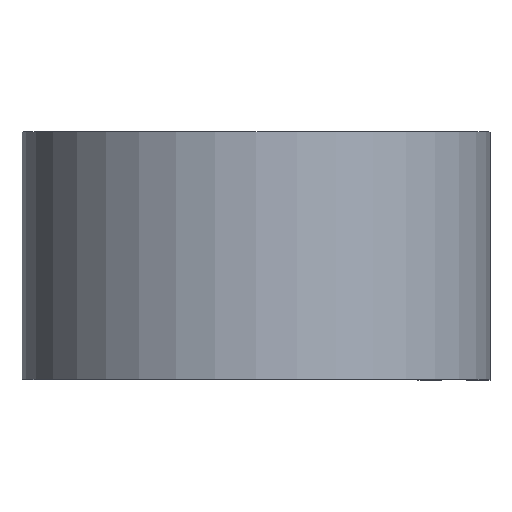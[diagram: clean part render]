
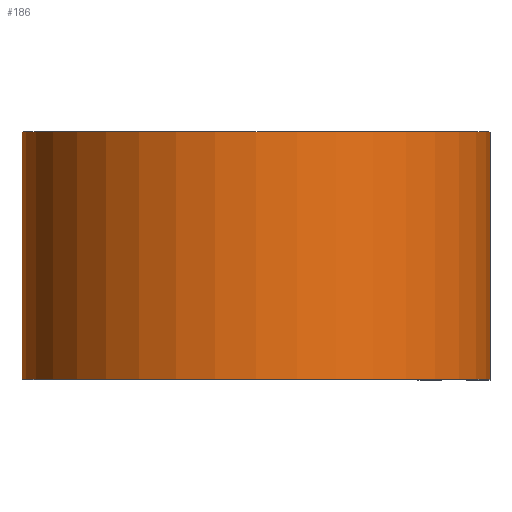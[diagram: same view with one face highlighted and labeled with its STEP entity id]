
A CAD part, top view. The second image highlights one B-rep face of the part: STEP entity #186.
In plain terms, the highlighted cylindrical face has radius 15.011 mm (diameter 30.023 mm), a partial arc.
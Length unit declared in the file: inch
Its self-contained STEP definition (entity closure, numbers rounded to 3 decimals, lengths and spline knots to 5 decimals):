
#2 = LINE ( 'NONE', #427, #35 ) ;
#13 = CARTESIAN_POINT ( 'NONE',  ( 0., 0.3125, 0. ) ) ;
#35 = VECTOR ( 'NONE', #116, 39.37008 ) ;
#40 = EDGE_CURVE ( 'NONE', #176, #157, #2, .T. ) ;
#64 = CARTESIAN_POINT ( 'NONE',  ( 0., -0.3125, -0.591 ) ) ;
#72 = CARTESIAN_POINT ( 'NONE',  ( 0.591, -0.3125, 0. ) ) ;
#77 = ORIENTED_EDGE ( 'NONE', *, *, #424, .F. ) ;
#91 = VERTEX_POINT ( 'NONE', #614 ) ;
#112 = EDGE_LOOP ( 'NONE', ( #286, #77, #280, #486 ) ) ;
#116 = DIRECTION ( 'NONE',  ( 0., -1., 0. ) ) ;
#128 = DIRECTION ( 'NONE',  ( 0., -1., 0. ) ) ;
#157 = VERTEX_POINT ( 'NONE', #64 ) ;
#169 = DIRECTION ( 'NONE',  ( 1., 0., 0. ) ) ;
#176 = VERTEX_POINT ( 'NONE', #534 ) ;
#186 = ADVANCED_FACE ( 'NONE', ( #411 ), #405, .T. ) ;
#212 = DIRECTION ( 'NONE',  ( 0., 1., 0. ) ) ;
#266 = LINE ( 'NONE', #397, #441 ) ;
#269 = DIRECTION ( 'NONE',  ( 0., 0., -1. ) ) ;
#280 = ORIENTED_EDGE ( 'NONE', *, *, #518, .F. ) ;
#283 = DIRECTION ( 'NONE',  ( 0., -1., 0. ) ) ;
#286 = ORIENTED_EDGE ( 'NONE', *, *, #595, .T. ) ;
#299 = VERTEX_POINT ( 'NONE', #72 ) ;
#372 = AXIS2_PLACEMENT_3D ( 'NONE', #485, #516, #519 ) ;
#397 = CARTESIAN_POINT ( 'NONE',  ( 0.591, 0.3125, 0. ) ) ;
#402 = AXIS2_PLACEMENT_3D ( 'NONE', #527, #212, #169 ) ;
#405 = CYLINDRICAL_SURFACE ( 'NONE', #576, 0.591 ) ;
#411 = FACE_OUTER_BOUND ( 'NONE', #112, .T. ) ;
#424 = EDGE_CURVE ( 'NONE', #91, #299, #266, .T. ) ;
#427 = CARTESIAN_POINT ( 'NONE',  ( 0., 0.3125, -0.591 ) ) ;
#441 = VECTOR ( 'NONE', #283, 39.37008 ) ;
#485 = CARTESIAN_POINT ( 'NONE',  ( 0., 0.3125, 0. ) ) ;
#486 = ORIENTED_EDGE ( 'NONE', *, *, #40, .T. ) ;
#516 = DIRECTION ( 'NONE',  ( 0., 1., 0. ) ) ;
#518 = EDGE_CURVE ( 'NONE', #176, #91, #612, .T. ) ;
#519 = DIRECTION ( 'NONE',  ( 1., 0., 0. ) ) ;
#527 = CARTESIAN_POINT ( 'NONE',  ( 0., -0.3125, 0. ) ) ;
#534 = CARTESIAN_POINT ( 'NONE',  ( 0., 0.3125, -0.591 ) ) ;
#576 = AXIS2_PLACEMENT_3D ( 'NONE', #13, #128, #269 ) ;
#595 = EDGE_CURVE ( 'NONE', #157, #299, #599, .T. ) ;
#599 = CIRCLE ( 'NONE', #402, 0.591 ) ;
#612 = CIRCLE ( 'NONE', #372, 0.591 ) ;
#614 = CARTESIAN_POINT ( 'NONE',  ( 0.591, 0.3125, 0. ) ) ;
